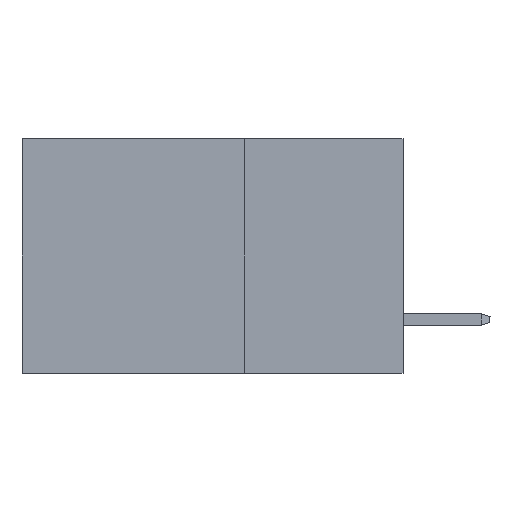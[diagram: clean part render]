
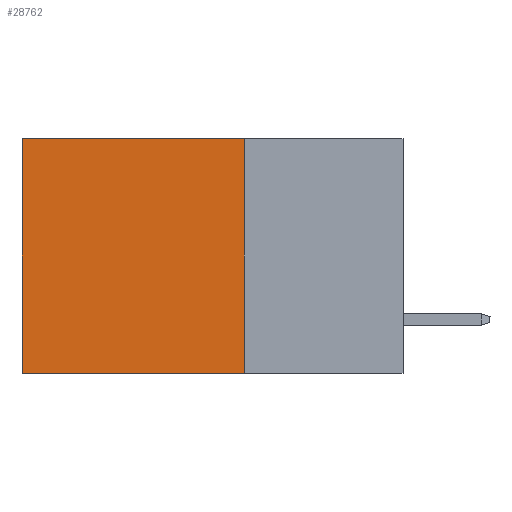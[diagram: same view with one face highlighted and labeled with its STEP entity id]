
A CAD part, left-side view. The second image highlights one B-rep face of the part: STEP entity #28762.
In plain terms, the highlighted planar face has unit normal (-1, 0, 0).
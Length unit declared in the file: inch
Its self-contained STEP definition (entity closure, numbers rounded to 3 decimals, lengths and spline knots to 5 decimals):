
#43 = VECTOR ( 'NONE', #22780, 39.37008 ) ;
#1507 = DIRECTION ( 'NONE',  ( 0., 0., -1. ) ) ;
#3066 = EDGE_CURVE ( 'NONE', #29727, #19218, #20549, .T. ) ;
#3297 = DIRECTION ( 'NONE',  ( 0., 0., -1. ) ) ;
#3460 = AXIS2_PLACEMENT_3D ( 'NONE', #27893, #17364, #3297 ) ;
#4112 = CARTESIAN_POINT ( 'NONE',  ( 0.2875, 0.25, 0. ) ) ;
#5956 = CARTESIAN_POINT ( 'NONE',  ( 0.2875, 0.6, -0.37 ) ) ;
#6208 = VERTEX_POINT ( 'NONE', #5956 ) ;
#6638 = DIRECTION ( 'NONE',  ( 0., 0., -1. ) ) ;
#10542 = VECTOR ( 'NONE', #6638, 39.37008 ) ;
#11138 = FACE_OUTER_BOUND ( 'NONE', #19655, .T. ) ;
#12966 = ORIENTED_EDGE ( 'NONE', *, *, #22046, .T. ) ;
#14177 = CARTESIAN_POINT ( 'NONE',  ( 0.2875, 0.25, 0. ) ) ;
#17271 = EDGE_CURVE ( 'NONE', #29727, #30443, #19807, .T. ) ;
#17316 = LINE ( 'NONE', #19859, #43 ) ;
#17364 = DIRECTION ( 'NONE',  ( 1., 0., 0. ) ) ;
#17706 = VECTOR ( 'NONE', #1507, 39.37008 ) ;
#19218 = VERTEX_POINT ( 'NONE', #21172 ) ;
#19500 = EDGE_CURVE ( 'NONE', #19218, #6208, #17316, .T. ) ;
#19655 = EDGE_LOOP ( 'NONE', ( #12966, #34779, #31734, #35540 ) ) ;
#19807 = LINE ( 'NONE', #14177, #31394 ) ;
#19859 = CARTESIAN_POINT ( 'NONE',  ( 0.2875, 0.25, -0.37 ) ) ;
#20549 = LINE ( 'NONE', #4112, #10542 ) ;
#21172 = CARTESIAN_POINT ( 'NONE',  ( 0.2875, 0.25, -0.37 ) ) ;
#22046 = EDGE_CURVE ( 'NONE', #30443, #6208, #32481, .T. ) ;
#22367 = DIRECTION ( 'NONE',  ( 0., 1., 0. ) ) ;
#22780 = DIRECTION ( 'NONE',  ( 0., 1., 0. ) ) ;
#25561 = PLANE ( 'NONE',  #3460 ) ;
#26332 = CARTESIAN_POINT ( 'NONE',  ( 0.2875, 0.6, 0. ) ) ;
#27893 = CARTESIAN_POINT ( 'NONE',  ( 0.2875, 0.25, 0. ) ) ;
#28762 = ADVANCED_FACE ( 'NONE', ( #11138 ), #25561, .F. ) ;
#29727 = VERTEX_POINT ( 'NONE', #33094 ) ;
#30443 = VERTEX_POINT ( 'NONE', #26332 ) ;
#31394 = VECTOR ( 'NONE', #22367, 39.37008 ) ;
#31734 = ORIENTED_EDGE ( 'NONE', *, *, #3066, .F. ) ;
#32481 = LINE ( 'NONE', #35562, #17706 ) ;
#33094 = CARTESIAN_POINT ( 'NONE',  ( 0.2875, 0.25, 0. ) ) ;
#34779 = ORIENTED_EDGE ( 'NONE', *, *, #19500, .F. ) ;
#35540 = ORIENTED_EDGE ( 'NONE', *, *, #17271, .T. ) ;
#35562 = CARTESIAN_POINT ( 'NONE',  ( 0.2875, 0.6, 0. ) ) ;
